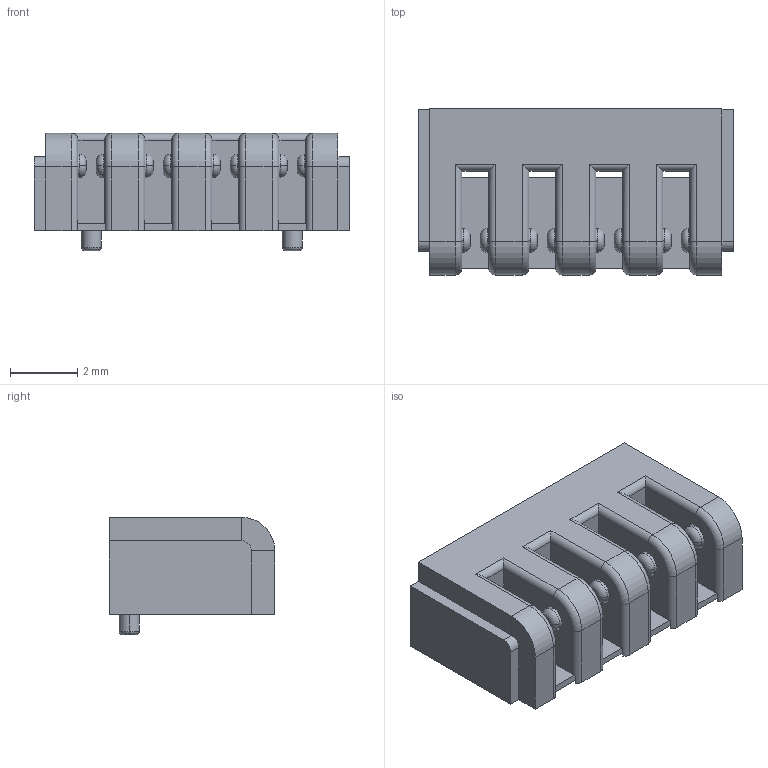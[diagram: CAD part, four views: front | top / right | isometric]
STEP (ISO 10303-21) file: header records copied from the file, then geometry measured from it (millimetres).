
FILE_DESCRIPTION (( 'STEP AP214' ), '1' );
FILE_NAME ('BAT-SMD_BA20004-A290202.step', '2022-06-16T10:54:00', ( '' ), ( '' ), 'SwSTEP 2.0', 'SolidWorks 2020', '' );
FILE_SCHEMA (( 'AUTOMOTIVE_DESIGN' ));
Length unit declared in the file: millimetre
Products named in the file (1): BAT-SMD_BA20004-A290202
Bounding box: 9.41 x 4.95 x 3.5 mm (x, y, z)
Volume: 96.6 mm3; surface area: 429.9 mm2
Topology: 2 solids, 2 shells, 457 faces, 1298 edges, 852 vertices
Faces by surface type: plane 272, bspline 98, cylinder 59, torus 28
Entity records: 20428 total; most frequent: CARTESIAN_POINT 3938, ORIENTED_EDGE 2596, DIRECTION 2040, EDGE_CURVE 1298, VECTOR 860, LINE 860, VERTEX_POINT 852, AXIS2_PLACEMENT_3D 590
